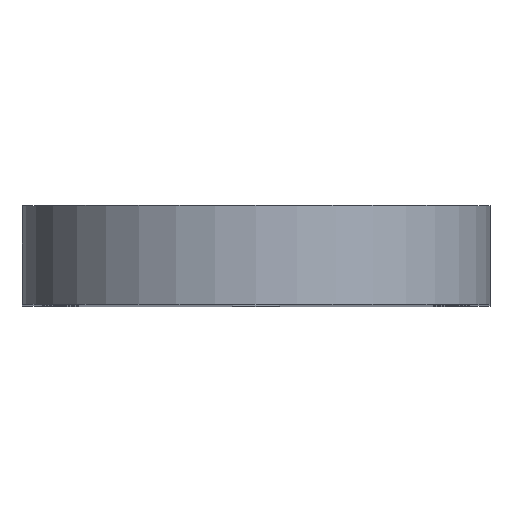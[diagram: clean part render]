
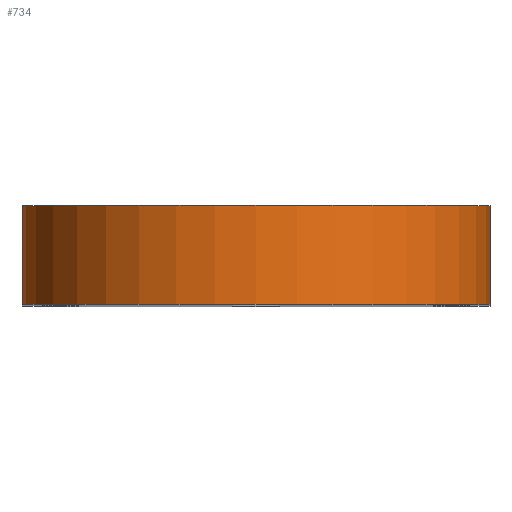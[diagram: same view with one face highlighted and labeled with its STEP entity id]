
A CAD part, top view. The second image highlights one B-rep face of the part: STEP entity #734.
In plain terms, the highlighted cylindrical face has radius 45 mm (diameter 90 mm), a partial arc.
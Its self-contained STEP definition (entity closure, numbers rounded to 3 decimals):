
#21 = EDGE_CURVE('',#22,#24,#26,.T.);
#22 = VERTEX_POINT('',#23);
#23 = CARTESIAN_POINT('',(45.,-240.,76.));
#24 = VERTEX_POINT('',#25);
#25 = CARTESIAN_POINT('',(-45.,-240.,76.));
#26 = SURFACE_CURVE('',#27,(#32,#44),.PCURVE_S1.);
#27 = CIRCLE('',#28,45.);
#28 = AXIS2_PLACEMENT_3D('',#29,#30,#31);
#29 = CARTESIAN_POINT('',(0.,-240.,76.));
#30 = DIRECTION('',(0.,-1.,0.));
#31 = DIRECTION('',(1.,0.,0.));
#32 = PCURVE('',#33,#38);
#33 = PLANE('',#34);
#34 = AXIS2_PLACEMENT_3D('',#35,#36,#37);
#35 = CARTESIAN_POINT('',(0.,-240.,-24.));
#36 = DIRECTION('',(0.,-1.,0.));
#37 = DIRECTION('',(0.,0.,1.));
#38 = DEFINITIONAL_REPRESENTATION('',(#39),#43);
#39 = CIRCLE('',#40,45.);
#40 = AXIS2_PLACEMENT_2D('',#41,#42);
#41 = CARTESIAN_POINT('',(100.,0.));
#42 = DIRECTION('',(0.,-1.));
#43 = ( GEOMETRIC_REPRESENTATION_CONTEXT(2) 
PARAMETRIC_REPRESENTATION_CONTEXT() REPRESENTATION_CONTEXT('2D SPACE',''
  ) );
#44 = PCURVE('',#45,#50);
#45 = CYLINDRICAL_SURFACE('',#46,45.);
#46 = AXIS2_PLACEMENT_3D('',#47,#48,#49);
#47 = CARTESIAN_POINT('',(0.,-240.,76.));
#48 = DIRECTION('',(0.,1.,0.));
#49 = DIRECTION('',(1.,0.,0.));
#50 = DEFINITIONAL_REPRESENTATION('',(#51),#55);
#51 = LINE('',#52,#53);
#52 = CARTESIAN_POINT('',(6.283,0.));
#53 = VECTOR('',#54,1.);
#54 = DIRECTION('',(-1.,0.));
#55 = ( GEOMETRIC_REPRESENTATION_CONTEXT(2) 
PARAMETRIC_REPRESENTATION_CONTEXT() REPRESENTATION_CONTEXT('2D SPACE',''
  ) );
#73 = PLANE('',#74);
#74 = AXIS2_PLACEMENT_3D('',#75,#76,#77);
#75 = CARTESIAN_POINT('',(-45.,-240.,76.));
#76 = DIRECTION('',(1.,0.,0.));
#77 = DIRECTION('',(0.,0.,-1.));
#128 = PLANE('',#129);
#129 = AXIS2_PLACEMENT_3D('',#130,#131,#132);
#130 = CARTESIAN_POINT('',(45.,-240.,76.));
#131 = DIRECTION('',(1.,0.,0.));
#132 = DIRECTION('',(0.,0.,-1.));
#734 = ADVANCED_FACE('',(#735),#45,.T.);
#735 = FACE_BOUND('',#736,.T.);
#736 = EDGE_LOOP('',(#737,#738,#761,#790));
#737 = ORIENTED_EDGE('',*,*,#21,.T.);
#738 = ORIENTED_EDGE('',*,*,#739,.T.);
#739 = EDGE_CURVE('',#24,#740,#742,.T.);
#740 = VERTEX_POINT('',#741);
#741 = CARTESIAN_POINT('',(-45.,-259.,76.));
#742 = SURFACE_CURVE('',#743,(#747,#754),.PCURVE_S1.);
#743 = LINE('',#744,#745);
#744 = CARTESIAN_POINT('',(-45.,-240.,76.));
#745 = VECTOR('',#746,1.);
#746 = DIRECTION('',(0.,-1.,0.));
#747 = PCURVE('',#45,#748);
#748 = DEFINITIONAL_REPRESENTATION('',(#749),#753);
#749 = LINE('',#750,#751);
#750 = CARTESIAN_POINT('',(3.142,0.));
#751 = VECTOR('',#752,1.);
#752 = DIRECTION('',(0.,-1.));
#753 = ( GEOMETRIC_REPRESENTATION_CONTEXT(2) 
PARAMETRIC_REPRESENTATION_CONTEXT() REPRESENTATION_CONTEXT('2D SPACE',''
  ) );
#754 = PCURVE('',#73,#755);
#755 = DEFINITIONAL_REPRESENTATION('',(#756),#760);
#756 = LINE('',#757,#758);
#757 = CARTESIAN_POINT('',(0.,0.));
#758 = VECTOR('',#759,1.);
#759 = DIRECTION('',(0.,-1.));
#760 = ( GEOMETRIC_REPRESENTATION_CONTEXT(2) 
PARAMETRIC_REPRESENTATION_CONTEXT() REPRESENTATION_CONTEXT('2D SPACE',''
  ) );
#761 = ORIENTED_EDGE('',*,*,#762,.F.);
#762 = EDGE_CURVE('',#763,#740,#765,.T.);
#763 = VERTEX_POINT('',#764);
#764 = CARTESIAN_POINT('',(45.,-259.,76.));
#765 = SURFACE_CURVE('',#766,(#771,#778),.PCURVE_S1.);
#766 = CIRCLE('',#767,45.);
#767 = AXIS2_PLACEMENT_3D('',#768,#769,#770);
#768 = CARTESIAN_POINT('',(0.,-259.,76.));
#769 = DIRECTION('',(0.,-1.,0.));
#770 = DIRECTION('',(1.,0.,0.));
#771 = PCURVE('',#45,#772);
#772 = DEFINITIONAL_REPRESENTATION('',(#773),#777);
#773 = LINE('',#774,#775);
#774 = CARTESIAN_POINT('',(6.283,-19.));
#775 = VECTOR('',#776,1.);
#776 = DIRECTION('',(-1.,0.));
#777 = ( GEOMETRIC_REPRESENTATION_CONTEXT(2) 
PARAMETRIC_REPRESENTATION_CONTEXT() REPRESENTATION_CONTEXT('2D SPACE',''
  ) );
#778 = PCURVE('',#779,#784);
#779 = PLANE('',#780);
#780 = AXIS2_PLACEMENT_3D('',#781,#782,#783);
#781 = CARTESIAN_POINT('',(0.,-259.,-24.));
#782 = DIRECTION('',(0.,-1.,0.));
#783 = DIRECTION('',(0.,0.,1.));
#784 = DEFINITIONAL_REPRESENTATION('',(#785),#789);
#785 = CIRCLE('',#786,45.);
#786 = AXIS2_PLACEMENT_2D('',#787,#788);
#787 = CARTESIAN_POINT('',(100.,0.));
#788 = DIRECTION('',(0.,-1.));
#789 = ( GEOMETRIC_REPRESENTATION_CONTEXT(2) 
PARAMETRIC_REPRESENTATION_CONTEXT() REPRESENTATION_CONTEXT('2D SPACE',''
  ) );
#790 = ORIENTED_EDGE('',*,*,#791,.F.);
#791 = EDGE_CURVE('',#22,#763,#792,.T.);
#792 = SURFACE_CURVE('',#793,(#797,#804),.PCURVE_S1.);
#793 = LINE('',#794,#795);
#794 = CARTESIAN_POINT('',(45.,-240.,76.));
#795 = VECTOR('',#796,1.);
#796 = DIRECTION('',(0.,-1.,0.));
#797 = PCURVE('',#45,#798);
#798 = DEFINITIONAL_REPRESENTATION('',(#799),#803);
#799 = LINE('',#800,#801);
#800 = CARTESIAN_POINT('',(6.283,0.));
#801 = VECTOR('',#802,1.);
#802 = DIRECTION('',(0.,-1.));
#803 = ( GEOMETRIC_REPRESENTATION_CONTEXT(2) 
PARAMETRIC_REPRESENTATION_CONTEXT() REPRESENTATION_CONTEXT('2D SPACE',''
  ) );
#804 = PCURVE('',#128,#805);
#805 = DEFINITIONAL_REPRESENTATION('',(#806),#810);
#806 = LINE('',#807,#808);
#807 = CARTESIAN_POINT('',(0.,0.));
#808 = VECTOR('',#809,1.);
#809 = DIRECTION('',(0.,-1.));
#810 = ( GEOMETRIC_REPRESENTATION_CONTEXT(2) 
PARAMETRIC_REPRESENTATION_CONTEXT() REPRESENTATION_CONTEXT('2D SPACE',''
  ) );
